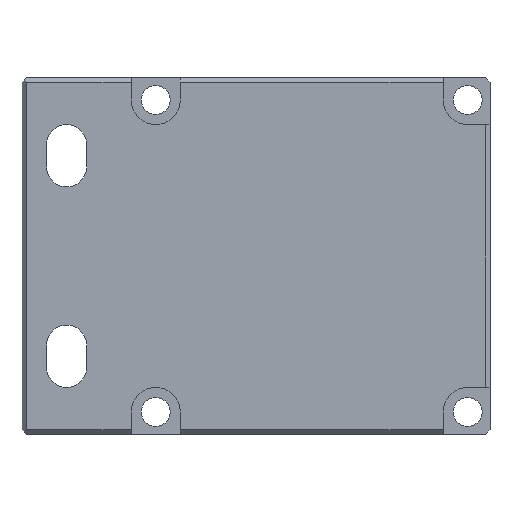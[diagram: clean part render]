
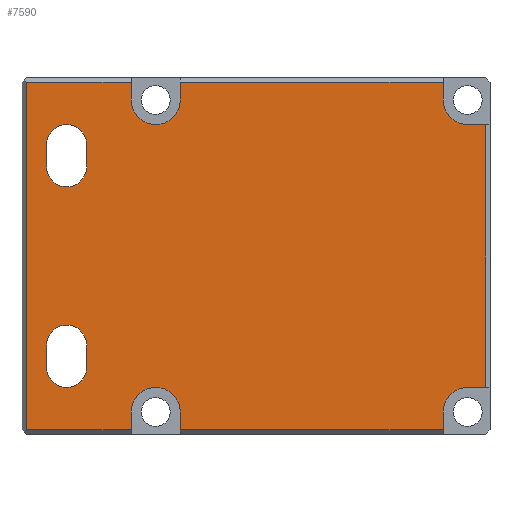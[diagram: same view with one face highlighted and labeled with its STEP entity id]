
A CAD part, front view. The second image highlights one B-rep face of the part: STEP entity #7590.
In plain terms, the highlighted planar face has unit normal (0, -1, 0).
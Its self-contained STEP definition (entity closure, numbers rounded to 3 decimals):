
#590=CARTESIAN_POINT('',(1.,0.,79.));
#600=VERTEX_POINT('',#590);
#630=CARTESIAN_POINT('',(1.,0.,0.));
#640=DIRECTION('',(0.,0.,-1.));
#650=VECTOR('',#640,1.);
#660=LINE('',#630,#650);
#670=CARTESIAN_POINT('',(1.,0.,1.));
#680=VERTEX_POINT('',#670);
#690=EDGE_CURVE('',#600,#680,#660,.T.);
#4530=CARTESIAN_POINT('',(104.,0.,69.5));
#4540=VERTEX_POINT('',#4530);
#4620=CARTESIAN_POINT('',(104.,0.,10.5));
#4630=VERTEX_POINT('',#4620);
#4660=CARTESIAN_POINT('',(104.,0.,0.));
#4670=DIRECTION('',(0.,0.,1.));
#4680=VECTOR('',#4670,1.);
#4690=LINE('',#4660,#4680);
#4700=EDGE_CURVE('',#4630,#4540,#4690,.T.);
#4810=CARTESIAN_POINT('',(0.,0.,69.5));
#4820=DIRECTION('',(-1.,0.,0.));
#4830=VECTOR('',#4820,1.);
#4840=LINE('',#4810,#4830);
#4850=CARTESIAN_POINT('',(100.,0.,69.5));
#4860=VERTEX_POINT('',#4850);
#4870=EDGE_CURVE('',#4540,#4860,#4840,.T.);
#5260=CARTESIAN_POINT('',(100.,0.,10.5));
#5270=VERTEX_POINT('',#5260);
#5300=CARTESIAN_POINT('',(0.,0.,10.5));
#5310=DIRECTION('',(1.,0.,0.));
#5320=VECTOR('',#5310,1.);
#5330=LINE('',#5300,#5320);
#5340=EDGE_CURVE('',#5270,#4630,#5330,.T.);
#5570=CARTESIAN_POINT('',(24.5,0.,79.));
#5580=VERTEX_POINT('',#5570);
#5610=CARTESIAN_POINT('',(0.,0.,79.));
#5620=DIRECTION('',(-1.,0.,0.));
#5630=VECTOR('',#5620,1.);
#5640=LINE('',#5610,#5630);
#5650=EDGE_CURVE('',#5580,#600,#5640,.T.);
#5710=CARTESIAN_POINT('',(0.5,0.,0.5));
#5720=DIRECTION('',(-0.,1.,0.));
#5730=DIRECTION('',(1.,0.,0.));
#5740=AXIS2_PLACEMENT_3D('',#5710,#5720,#5730);
#5750=PLANE('',#5740);
#5760=ORIENTED_EDGE('',*,*,#4700,.T.);
#5770=ORIENTED_EDGE('',*,*,#5340,.T.);
#5780=CARTESIAN_POINT('',(100.,0.,5.));
#5790=DIRECTION('',(0.,1.,0.));
#5800=DIRECTION('',(1.,0.,0.));
#5810=AXIS2_PLACEMENT_3D('',#5780,#5790,#5800);
#5820=CIRCLE('',#5810,5.5);
#5830=CARTESIAN_POINT('',(94.5,0.,5.));
#5840=VERTEX_POINT('',#5830);
#5850=EDGE_CURVE('',#5840,#5270,#5820,.T.);
#5860=ORIENTED_EDGE('',*,*,#5850,.T.);
#5870=CARTESIAN_POINT('',(94.5,0.,0.));
#5880=DIRECTION('',(0.,0.,1.));
#5890=VECTOR('',#5880,1.);
#5900=LINE('',#5870,#5890);
#5910=CARTESIAN_POINT('',(94.5,0.,1.));
#5920=VERTEX_POINT('',#5910);
#5930=EDGE_CURVE('',#5920,#5840,#5900,.T.);
#5940=ORIENTED_EDGE('',*,*,#5930,.T.);
#5950=CARTESIAN_POINT('',(0.,0.,1.));
#5960=DIRECTION('',(1.,0.,0.));
#5970=VECTOR('',#5960,1.);
#5980=LINE('',#5950,#5970);
#5990=CARTESIAN_POINT('',(35.5,0.,1.));
#6000=VERTEX_POINT('',#5990);
#6010=EDGE_CURVE('',#6000,#5920,#5980,.T.);
#6020=ORIENTED_EDGE('',*,*,#6010,.T.);
#6030=CARTESIAN_POINT('',(35.5,0.,0.));
#6040=DIRECTION('',(0.,0.,-1.));
#6050=VECTOR('',#6040,1.);
#6060=LINE('',#6030,#6050);
#6070=CARTESIAN_POINT('',(35.5,0.,5.));
#6080=VERTEX_POINT('',#6070);
#6090=EDGE_CURVE('',#6080,#6000,#6060,.T.);
#6100=ORIENTED_EDGE('',*,*,#6090,.T.);
#6110=CARTESIAN_POINT('',(30.,0.,5.));
#6120=DIRECTION('',(0.,1.,0.));
#6130=DIRECTION('',(1.,0.,0.));
#6140=AXIS2_PLACEMENT_3D('',#6110,#6120,#6130);
#6150=CIRCLE('',#6140,5.5);
#6160=CARTESIAN_POINT('',(24.5,0.,5.));
#6170=VERTEX_POINT('',#6160);
#6180=EDGE_CURVE('',#6170,#6080,#6150,.T.);
#6190=ORIENTED_EDGE('',*,*,#6180,.T.);
#6200=CARTESIAN_POINT('',(24.5,0.,0.));
#6210=DIRECTION('',(0.,0.,1.));
#6220=VECTOR('',#6210,1.);
#6230=LINE('',#6200,#6220);
#6240=CARTESIAN_POINT('',(24.5,0.,1.));
#6250=VERTEX_POINT('',#6240);
#6260=EDGE_CURVE('',#6250,#6170,#6230,.T.);
#6270=ORIENTED_EDGE('',*,*,#6260,.T.);
#6280=CARTESIAN_POINT('',(0.,0.,1.));
#6290=DIRECTION('',(1.,0.,0.));
#6300=VECTOR('',#6290,1.);
#6310=LINE('',#6280,#6300);
#6320=EDGE_CURVE('',#680,#6250,#6310,.T.);
#6330=ORIENTED_EDGE('',*,*,#6320,.T.);
#6340=ORIENTED_EDGE('',*,*,#690,.T.);
#6350=ORIENTED_EDGE('',*,*,#5650,.T.);
#6360=CARTESIAN_POINT('',(24.5,0.,0.));
#6370=DIRECTION('',(0.,0.,1.));
#6380=VECTOR('',#6370,1.);
#6390=LINE('',#6360,#6380);
#6400=CARTESIAN_POINT('',(24.5,0.,75.));
#6410=VERTEX_POINT('',#6400);
#6420=EDGE_CURVE('',#6410,#5580,#6390,.T.);
#6430=ORIENTED_EDGE('',*,*,#6420,.T.);
#6440=CARTESIAN_POINT('',(30.,0.,75.));
#6450=DIRECTION('',(0.,1.,0.));
#6460=DIRECTION('',(1.,0.,0.));
#6470=AXIS2_PLACEMENT_3D('',#6440,#6450,#6460);
#6480=CIRCLE('',#6470,5.5);
#6490=CARTESIAN_POINT('',(35.5,0.,75.));
#6500=VERTEX_POINT('',#6490);
#6510=EDGE_CURVE('',#6500,#6410,#6480,.T.);
#6520=ORIENTED_EDGE('',*,*,#6510,.T.);
#6530=CARTESIAN_POINT('',(35.5,0.,0.));
#6540=DIRECTION('',(0.,0.,-1.));
#6550=VECTOR('',#6540,1.);
#6560=LINE('',#6530,#6550);
#6570=CARTESIAN_POINT('',(35.5,0.,79.));
#6580=VERTEX_POINT('',#6570);
#6590=EDGE_CURVE('',#6580,#6500,#6560,.T.);
#6600=ORIENTED_EDGE('',*,*,#6590,.T.);
#6610=CARTESIAN_POINT('',(0.,0.,79.));
#6620=DIRECTION('',(-1.,0.,0.));
#6630=VECTOR('',#6620,1.);
#6640=LINE('',#6610,#6630);
#6650=CARTESIAN_POINT('',(94.5,0.,79.));
#6660=VERTEX_POINT('',#6650);
#6670=EDGE_CURVE('',#6660,#6580,#6640,.T.);
#6680=ORIENTED_EDGE('',*,*,#6670,.T.);
#6690=CARTESIAN_POINT('',(94.5,0.,0.));
#6700=DIRECTION('',(0.,0.,1.));
#6710=VECTOR('',#6700,1.);
#6720=LINE('',#6690,#6710);
#6730=CARTESIAN_POINT('',(94.5,0.,75.));
#6740=VERTEX_POINT('',#6730);
#6750=EDGE_CURVE('',#6740,#6660,#6720,.T.);
#6760=ORIENTED_EDGE('',*,*,#6750,.T.);
#6770=CARTESIAN_POINT('',(100.,0.,75.));
#6780=DIRECTION('',(0.,1.,0.));
#6790=DIRECTION('',(1.,0.,0.));
#6800=AXIS2_PLACEMENT_3D('',#6770,#6780,#6790);
#6810=CIRCLE('',#6800,5.5);
#6820=EDGE_CURVE('',#4860,#6740,#6810,.T.);
#6830=ORIENTED_EDGE('',*,*,#6820,.T.);
#6840=ORIENTED_EDGE('',*,*,#4870,.T.);
#6850=EDGE_LOOP('',(#6840,#6830,#6760,#6680,#6600,#6520,#6430,#6350,
#6340,#6330,#6270,#6190,#6100,#6020,#5940,#5860,#5770,#5760));
#6860=FACE_OUTER_BOUND('',#6850,.T.);
#6870=CARTESIAN_POINT('',(10.,0.,65.));
#6880=DIRECTION('',(0.,1.,0.));
#6890=DIRECTION('',(1.,0.,0.));
#6900=AXIS2_PLACEMENT_3D('',#6870,#6880,#6890);
#6910=CIRCLE('',#6900,4.5);
#6920=CARTESIAN_POINT('',(5.5,0.,65.));
#6930=VERTEX_POINT('',#6920);
#6940=CARTESIAN_POINT('',(14.5,0.,65.));
#6950=VERTEX_POINT('',#6940);
#6960=EDGE_CURVE('',#6930,#6950,#6910,.T.);
#6970=ORIENTED_EDGE('',*,*,#6960,.T.);
#6980=CARTESIAN_POINT('',(5.5,0.,0.));
#6990=DIRECTION('',(0.,0.,1.));
#7000=VECTOR('',#6990,1.);
#7010=LINE('',#6980,#7000);
#7020=CARTESIAN_POINT('',(5.5,0.,60.));
#7030=VERTEX_POINT('',#7020);
#7040=EDGE_CURVE('',#7030,#6930,#7010,.T.);
#7050=ORIENTED_EDGE('',*,*,#7040,.T.);
#7060=CARTESIAN_POINT('',(10.,0.,60.));
#7070=DIRECTION('',(0.,1.,0.));
#7080=DIRECTION('',(1.,0.,0.));
#7090=AXIS2_PLACEMENT_3D('',#7060,#7070,#7080);
#7100=CIRCLE('',#7090,4.5);
#7110=CARTESIAN_POINT('',(14.5,0.,60.));
#7120=VERTEX_POINT('',#7110);
#7130=EDGE_CURVE('',#7120,#7030,#7100,.T.);
#7140=ORIENTED_EDGE('',*,*,#7130,.T.);
#7150=CARTESIAN_POINT('',(14.5,0.,0.));
#7160=DIRECTION('',(0.,0.,-1.));
#7170=VECTOR('',#7160,1.);
#7180=LINE('',#7150,#7170);
#7190=EDGE_CURVE('',#6950,#7120,#7180,.T.);
#7200=ORIENTED_EDGE('',*,*,#7190,.T.);
#7210=EDGE_LOOP('',(#7200,#7140,#7050,#6970));
#7220=FACE_BOUND('',#7210,.T.);
#7230=CARTESIAN_POINT('',(10.,0.,20.));
#7240=DIRECTION('',(0.,1.,0.));
#7250=DIRECTION('',(1.,0.,0.));
#7260=AXIS2_PLACEMENT_3D('',#7230,#7240,#7250);
#7270=CIRCLE('',#7260,4.5);
#7280=CARTESIAN_POINT('',(5.5,0.,20.));
#7290=VERTEX_POINT('',#7280);
#7300=CARTESIAN_POINT('',(14.5,0.,20.));
#7310=VERTEX_POINT('',#7300);
#7320=EDGE_CURVE('',#7290,#7310,#7270,.T.);
#7330=ORIENTED_EDGE('',*,*,#7320,.T.);
#7340=CARTESIAN_POINT('',(5.5,0.,0.));
#7350=DIRECTION('',(0.,0.,1.));
#7360=VECTOR('',#7350,1.);
#7370=LINE('',#7340,#7360);
#7380=CARTESIAN_POINT('',(5.5,0.,15.));
#7390=VERTEX_POINT('',#7380);
#7400=EDGE_CURVE('',#7390,#7290,#7370,.T.);
#7410=ORIENTED_EDGE('',*,*,#7400,.T.);
#7420=CARTESIAN_POINT('',(10.,0.,15.));
#7430=DIRECTION('',(0.,1.,0.));
#7440=DIRECTION('',(1.,0.,0.));
#7450=AXIS2_PLACEMENT_3D('',#7420,#7430,#7440);
#7460=CIRCLE('',#7450,4.5);
#7470=CARTESIAN_POINT('',(14.5,0.,15.));
#7480=VERTEX_POINT('',#7470);
#7490=EDGE_CURVE('',#7480,#7390,#7460,.T.);
#7500=ORIENTED_EDGE('',*,*,#7490,.T.);
#7510=CARTESIAN_POINT('',(14.5,0.,0.));
#7520=DIRECTION('',(0.,0.,-1.));
#7530=VECTOR('',#7520,1.);
#7540=LINE('',#7510,#7530);
#7550=EDGE_CURVE('',#7310,#7480,#7540,.T.);
#7560=ORIENTED_EDGE('',*,*,#7550,.T.);
#7570=EDGE_LOOP('',(#7560,#7500,#7410,#7330));
#7580=FACE_BOUND('',#7570,.T.);
#7590=ADVANCED_FACE('',(#6860,#7220,#7580),#5750,.F.);
